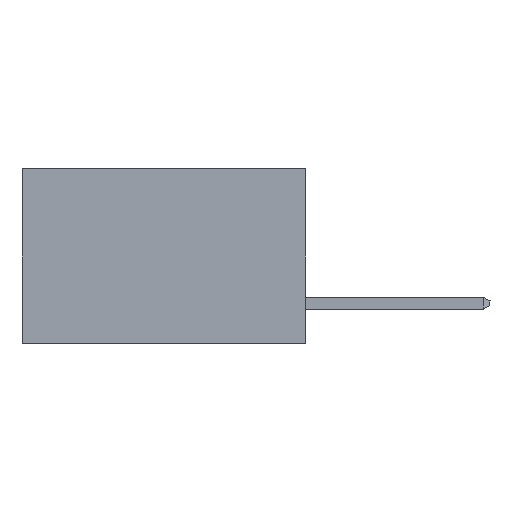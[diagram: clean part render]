
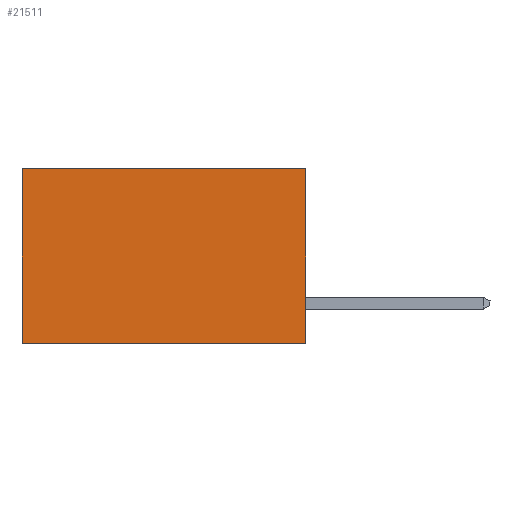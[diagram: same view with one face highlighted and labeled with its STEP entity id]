
A CAD part, left-side view. The second image highlights one B-rep face of the part: STEP entity #21511.
In plain terms, the highlighted planar face has unit normal (-1, 0, 0).
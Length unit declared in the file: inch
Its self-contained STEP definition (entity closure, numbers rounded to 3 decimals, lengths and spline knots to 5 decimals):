
#1128 = AXIS2_PLACEMENT_3D ( 'NONE', #6314, #7877, #5830 ) ;
#2075 = FACE_OUTER_BOUND ( 'NONE', #24207, .T. ) ;
#2157 = LINE ( 'NONE', #9995, #13323 ) ;
#2511 = CARTESIAN_POINT ( 'NONE',  ( 0.2615, 0., -0.37 ) ) ;
#3880 = VECTOR ( 'NONE', #19826, 39.37008 ) ;
#5830 = DIRECTION ( 'NONE',  ( 0., 0., -1. ) ) ;
#6005 = ORIENTED_EDGE ( 'NONE', *, *, #18199, .F. ) ;
#6314 = CARTESIAN_POINT ( 'NONE',  ( 0.2615, 0., -0.37 ) ) ;
#6593 = LINE ( 'NONE', #14419, #3880 ) ;
#7877 = DIRECTION ( 'NONE',  ( 1., 0., 0. ) ) ;
#9816 = EDGE_CURVE ( 'NONE', #24270, #22367, #2157, .T. ) ;
#9962 = LINE ( 'NONE', #2511, #21500 ) ;
#9995 = CARTESIAN_POINT ( 'NONE',  ( 0.2615, 0., -0.37 ) ) ;
#10226 = LINE ( 'NONE', #10502, #21217 ) ;
#10502 = CARTESIAN_POINT ( 'NONE',  ( 0.2615, 0.6, -0.37 ) ) ;
#10721 = CARTESIAN_POINT ( 'NONE',  ( 0.2615, 0., -0.37 ) ) ;
#11218 = CARTESIAN_POINT ( 'NONE',  ( 0.2615, 0., 0. ) ) ;
#12039 = DIRECTION ( 'NONE',  ( 0., 0., -1. ) ) ;
#12277 = CARTESIAN_POINT ( 'NONE',  ( 0.2615, 0.6, -0.37 ) ) ;
#13323 = VECTOR ( 'NONE', #13982, 39.37008 ) ;
#13982 = DIRECTION ( 'NONE',  ( 0., 1., 0. ) ) ;
#14419 = CARTESIAN_POINT ( 'NONE',  ( 0.2615, 0., 0. ) ) ;
#14628 = ORIENTED_EDGE ( 'NONE', *, *, #20597, .T. ) ;
#14653 = ORIENTED_EDGE ( 'NONE', *, *, #15267, .T. ) ;
#15267 = EDGE_CURVE ( 'NONE', #23016, #20343, #6593, .T. ) ;
#15754 = DIRECTION ( 'NONE',  ( 0., 0., -1. ) ) ;
#18199 = EDGE_CURVE ( 'NONE', #23016, #24270, #9962, .T. ) ;
#18401 = ORIENTED_EDGE ( 'NONE', *, *, #9816, .F. ) ;
#19826 = DIRECTION ( 'NONE',  ( 0., 1., 0. ) ) ;
#20069 = PLANE ( 'NONE',  #1128 ) ;
#20343 = VERTEX_POINT ( 'NONE', #20563 ) ;
#20563 = CARTESIAN_POINT ( 'NONE',  ( 0.2615, 0.6, 0. ) ) ;
#20597 = EDGE_CURVE ( 'NONE', #20343, #22367, #10226, .T. ) ;
#21217 = VECTOR ( 'NONE', #12039, 39.37008 ) ;
#21500 = VECTOR ( 'NONE', #15754, 39.37008 ) ;
#21511 = ADVANCED_FACE ( 'NONE', ( #2075 ), #20069, .F. ) ;
#22367 = VERTEX_POINT ( 'NONE', #12277 ) ;
#23016 = VERTEX_POINT ( 'NONE', #11218 ) ;
#24207 = EDGE_LOOP ( 'NONE', ( #14628, #18401, #6005, #14653 ) ) ;
#24270 = VERTEX_POINT ( 'NONE', #10721 ) ;
